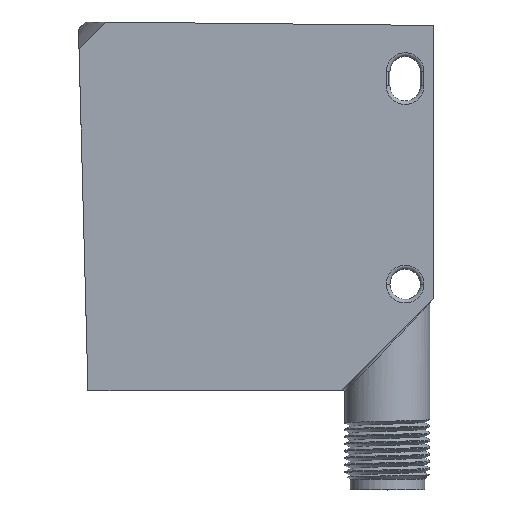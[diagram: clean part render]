
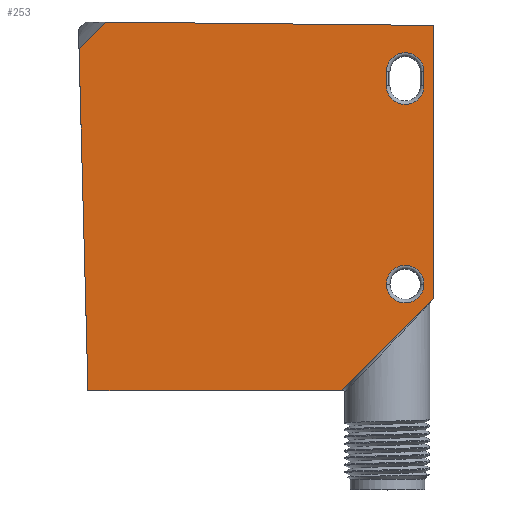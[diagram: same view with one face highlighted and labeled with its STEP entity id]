
A CAD part, top view. The second image highlights one B-rep face of the part: STEP entity #253.
In plain terms, the highlighted planar face has unit normal (0, 0, 1).
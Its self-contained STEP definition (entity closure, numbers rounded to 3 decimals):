
#253=ADVANCED_FACE('',(#702,#703,#704),#705,.T.);
#702=FACE_OUTER_BOUND('',#1548,.T.);
#703=FACE_BOUND('',#1549,.T.);
#704=FACE_BOUND('',#1550,.T.);
#705=PLANE('',#1551);
#1548=EDGE_LOOP('',(#4356,#4357,#4358,#4359,#4360,#4361));
#1549=EDGE_LOOP('',(#4362,#4363));
#1550=EDGE_LOOP('',(#4364,#4365,#4366,#4367));
#1551=AXIS2_PLACEMENT_3D('',#4368,#4369,#4370);
#4356=ORIENTED_EDGE('',*,*,#5535,.T.);
#4357=ORIENTED_EDGE('',*,*,#5557,.T.);
#4358=ORIENTED_EDGE('',*,*,#5558,.T.);
#4359=ORIENTED_EDGE('',*,*,#5559,.F.);
#4360=ORIENTED_EDGE('',*,*,#5560,.F.);
#4361=ORIENTED_EDGE('',*,*,#5561,.F.);
#4362=ORIENTED_EDGE('',*,*,#5562,.F.);
#4363=ORIENTED_EDGE('',*,*,#5451,.F.);
#4364=ORIENTED_EDGE('',*,*,#5563,.F.);
#4365=ORIENTED_EDGE('',*,*,#5564,.F.);
#4366=ORIENTED_EDGE('',*,*,#5565,.F.);
#4367=ORIENTED_EDGE('',*,*,#5566,.F.);
#4368=CARTESIAN_POINT('',(578.003,370.883,12.2));
#4369=DIRECTION('',(0.,0.,1.0));
#4370=DIRECTION('',(1.0,0.0,0.));
#5451=EDGE_CURVE('',#6356,#6359,#6360,.T.);
#5535=EDGE_CURVE('',#6499,#6500,#6501,.T.);
#5557=EDGE_CURVE('',#6500,#6527,#6528,.T.);
#5558=EDGE_CURVE('',#6527,#6529,#6530,.T.);
#5559=EDGE_CURVE('',#6531,#6529,#6532,.T.);
#5560=EDGE_CURVE('',#6533,#6531,#6534,.T.);
#5561=EDGE_CURVE('',#6499,#6533,#6535,.T.);
#5562=EDGE_CURVE('',#6359,#6356,#6536,.T.);
#5563=EDGE_CURVE('',#6537,#6538,#6539,.T.);
#5564=EDGE_CURVE('',#6540,#6537,#6541,.T.);
#5565=EDGE_CURVE('',#6542,#6540,#6543,.T.);
#5566=EDGE_CURVE('',#6538,#6542,#6544,.T.);
#6356=VERTEX_POINT('',#8448);
#6359=VERTEX_POINT('',#8451);
#6360=CIRCLE('',#8452,2.65);
#6499=VERTEX_POINT('',#9120);
#6500=VERTEX_POINT('',#9121);
#6501=LINE('',#9122,#9123);
#6527=VERTEX_POINT('',#9162);
#6528=B_SPLINE_CURVE_WITH_KNOTS('',3,(#9163,#9164,#9165,#9166),.UNSPECIFIED.,.F.,.F.,(4,4),(0.007,1.0),.UNSPECIFIED.);
#6529=VERTEX_POINT('',#9167);
#6530=LINE('',#9168,#9169);
#6531=VERTEX_POINT('',#9170);
#6532=LINE('',#9171,#9172);
#6533=VERTEX_POINT('',#9173);
#6534=LINE('',#9174,#9175);
#6535=LINE('',#9176,#9177);
#6536=CIRCLE('',#9178,2.65);
#6537=VERTEX_POINT('',#9179);
#6538=VERTEX_POINT('',#9180);
#6539=CIRCLE('',#9181,2.65);
#6540=VERTEX_POINT('',#9182);
#6541=LINE('',#9183,#9184);
#6542=VERTEX_POINT('',#9185);
#6543=CIRCLE('',#9186,2.65);
#6544=LINE('',#9187,#9188);
#8448=CARTESIAN_POINT('',(571.353,372.883,12.2));
#8451=CARTESIAN_POINT('',(576.653,372.883,12.2));
#8452=AXIS2_PLACEMENT_3D('',#10642,#10643,#10644);
#9120=CARTESIAN_POINT('',(578.003,409.383,12.2));
#9121=CARTESIAN_POINT('',(531.679,409.855,12.2));
#9122=CARTESIAN_POINT('',(578.003,409.383,12.2));
#9123=VECTOR('',#10787,46.327);
#9162=CARTESIAN_POINT('',(528.003,406.082,12.2));
#9163=CARTESIAN_POINT('',(531.679,409.855,12.2));
#9164=CARTESIAN_POINT('',(530.453,408.598,12.2));
#9165=CARTESIAN_POINT('',(529.228,407.34,12.2));
#9166=CARTESIAN_POINT('',(528.003,406.082,12.2));
#9167=CARTESIAN_POINT('',(529.265,357.883,12.2));
#9168=CARTESIAN_POINT('',(528.003,406.082,12.2));
#9169=VECTOR('',#10839,48.216);
#9170=CARTESIAN_POINT('',(565.003,357.883,12.2));
#9171=CARTESIAN_POINT('',(565.003,357.883,12.2));
#9172=VECTOR('',#10840,35.738);
#9173=CARTESIAN_POINT('',(578.003,370.883,12.2));
#9174=CARTESIAN_POINT('',(578.003,370.883,12.2));
#9175=VECTOR('',#10841,18.385);
#9176=CARTESIAN_POINT('',(578.003,409.383,12.2));
#9177=VECTOR('',#10842,38.5);
#9178=AXIS2_PLACEMENT_3D('',#10843,#10844,#10845);
#9179=CARTESIAN_POINT('',(571.353,400.883,12.2));
#9180=CARTESIAN_POINT('',(576.653,400.883,12.2));
#9181=AXIS2_PLACEMENT_3D('',#10846,#10847,#10848);
#9182=CARTESIAN_POINT('',(571.353,402.883,12.2));
#9183=CARTESIAN_POINT('',(571.353,402.883,12.2));
#9184=VECTOR('',#10849,2.0);
#9185=CARTESIAN_POINT('',(576.653,402.883,12.2));
#9186=AXIS2_PLACEMENT_3D('',#10850,#10851,#10852);
#9187=CARTESIAN_POINT('',(576.653,400.883,12.2));
#9188=VECTOR('',#10853,2.0);
#10642=CARTESIAN_POINT('',(574.003,372.883,12.2));
#10643=DIRECTION('',(0.,0.,1.0));
#10644=DIRECTION('',(-1.0,0.0,0.));
#10787=DIRECTION('',(-1.,0.01,0.));
#10839=DIRECTION('',(0.026,-1.,0.));
#10840=DIRECTION('',(-1.0,0.0,0.));
#10841=DIRECTION('',(-0.707,-0.707,0.));
#10842=DIRECTION('',(0.,-1.0,0.));
#10843=CARTESIAN_POINT('',(574.003,372.883,12.2));
#10844=DIRECTION('',(0.,0.,1.0));
#10845=DIRECTION('',(-1.0,0.0,0.));
#10846=CARTESIAN_POINT('',(574.003,400.883,12.2));
#10847=DIRECTION('',(0.,0.,1.0));
#10848=DIRECTION('',(0.,-1.0,0.));
#10849=DIRECTION('',(0.,-1.0,0.));
#10850=CARTESIAN_POINT('',(574.003,402.883,12.2));
#10851=DIRECTION('',(0.,0.,1.0));
#10852=DIRECTION('',(0.,1.0,0.));
#10853=DIRECTION('',(0.,1.0,0.));
